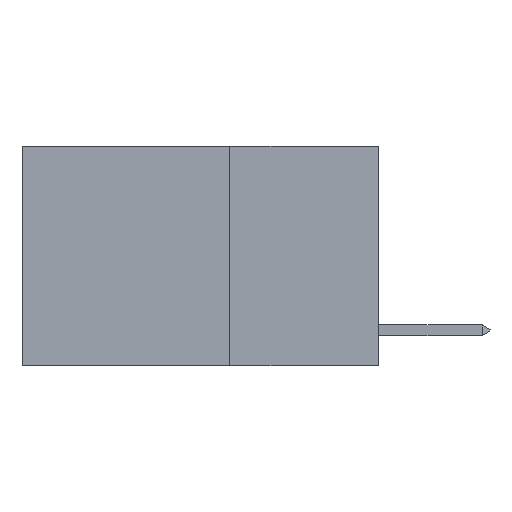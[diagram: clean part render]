
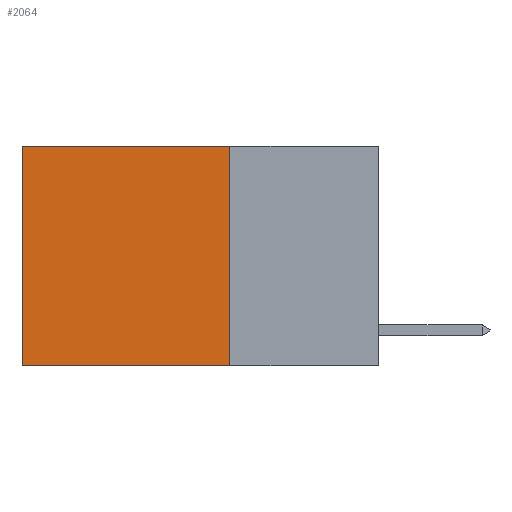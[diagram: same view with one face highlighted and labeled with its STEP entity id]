
A CAD part, left-side view. The second image highlights one B-rep face of the part: STEP entity #2064.
In plain terms, the highlighted planar face has unit normal (-1, 0, 0).
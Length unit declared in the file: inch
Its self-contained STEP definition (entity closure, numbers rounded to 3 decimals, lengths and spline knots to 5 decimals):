
#817 = EDGE_CURVE ( 'NONE', #11481, #8897, #6073, .T. ) ;
#889 = VECTOR ( 'NONE', #2138, 39.37008 ) ;
#1248 = ORIENTED_EDGE ( 'NONE', *, *, #6668, .T. ) ;
#1316 = DIRECTION ( 'NONE',  ( 0., 1., 0. ) ) ;
#2064 = ADVANCED_FACE ( 'NONE', ( #5173 ), #13958, .F. ) ;
#2138 = DIRECTION ( 'NONE',  ( 0., 0., -1. ) ) ;
#2841 = CARTESIAN_POINT ( 'NONE',  ( 0.2625, 0.25, 0. ) ) ;
#3326 = VECTOR ( 'NONE', #1316, 39.37008 ) ;
#4142 = DIRECTION ( 'NONE',  ( 0., 0., -1. ) ) ;
#5173 = FACE_OUTER_BOUND ( 'NONE', #9282, .T. ) ;
#6073 = LINE ( 'NONE', #19295, #889 ) ;
#6668 = EDGE_CURVE ( 'NONE', #11481, #11906, #18474, .T. ) ;
#8016 = CARTESIAN_POINT ( 'NONE',  ( 0.2625, 0.25, -0.37 ) ) ;
#8897 = VERTEX_POINT ( 'NONE', #8016 ) ;
#9050 = ORIENTED_EDGE ( 'NONE', *, *, #22993, .F. ) ;
#9282 = EDGE_LOOP ( 'NONE', ( #12185, #9050, #17480, #1248 ) ) ;
#9584 = LINE ( 'NONE', #18088, #27481 ) ;
#9661 = EDGE_CURVE ( 'NONE', #11906, #24525, #14708, .T. ) ;
#9866 = AXIS2_PLACEMENT_3D ( 'NONE', #15875, #11720, #24499 ) ;
#11481 = VERTEX_POINT ( 'NONE', #2841 ) ;
#11720 = DIRECTION ( 'NONE',  ( 1., 0., 0. ) ) ;
#11906 = VERTEX_POINT ( 'NONE', #15189 ) ;
#12185 = ORIENTED_EDGE ( 'NONE', *, *, #9661, .T. ) ;
#13958 = PLANE ( 'NONE',  #9866 ) ;
#14601 = DIRECTION ( 'NONE',  ( 0., 1., 0. ) ) ;
#14635 = CARTESIAN_POINT ( 'NONE',  ( 0.2625, 0.6, -0.37 ) ) ;
#14708 = LINE ( 'NONE', #23192, #20838 ) ;
#15189 = CARTESIAN_POINT ( 'NONE',  ( 0.2625, 0.6, 0. ) ) ;
#15875 = CARTESIAN_POINT ( 'NONE',  ( 0.2625, 0.25, 0. ) ) ;
#17480 = ORIENTED_EDGE ( 'NONE', *, *, #817, .F. ) ;
#18088 = CARTESIAN_POINT ( 'NONE',  ( 0.2625, 0.25, -0.37 ) ) ;
#18474 = LINE ( 'NONE', #26989, #3326 ) ;
#19295 = CARTESIAN_POINT ( 'NONE',  ( 0.2625, 0.25, 0. ) ) ;
#20838 = VECTOR ( 'NONE', #4142, 39.37008 ) ;
#22993 = EDGE_CURVE ( 'NONE', #8897, #24525, #9584, .T. ) ;
#23192 = CARTESIAN_POINT ( 'NONE',  ( 0.2625, 0.6, 0. ) ) ;
#24499 = DIRECTION ( 'NONE',  ( 0., 0., -1. ) ) ;
#24525 = VERTEX_POINT ( 'NONE', #14635 ) ;
#26989 = CARTESIAN_POINT ( 'NONE',  ( 0.2625, 0.25, 0. ) ) ;
#27481 = VECTOR ( 'NONE', #14601, 39.37008 ) ;
